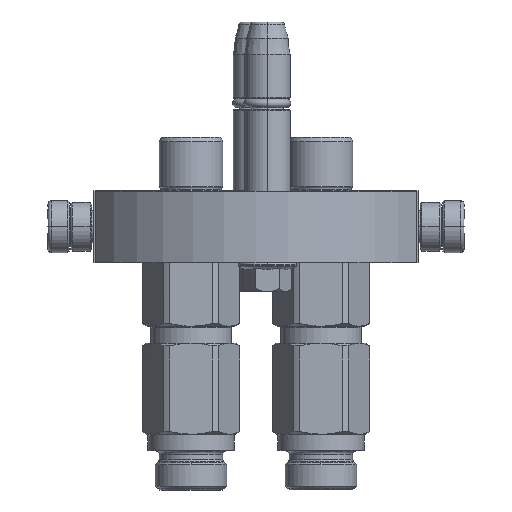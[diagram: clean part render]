
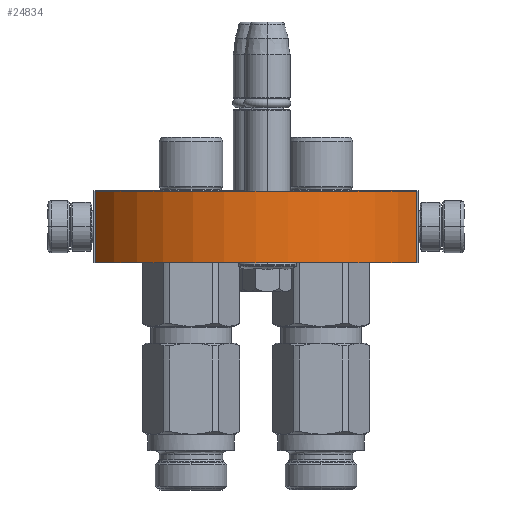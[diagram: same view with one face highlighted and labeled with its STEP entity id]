
A CAD part, left-side view. The second image highlights one B-rep face of the part: STEP entity #24834.
In plain terms, the highlighted cylindrical face has radius 57.25 mm (diameter 114.5 mm), a partial arc.
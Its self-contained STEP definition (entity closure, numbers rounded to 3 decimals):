
#897 = DIRECTION ( 'NONE',  ( 0., 0., 1. ) ) ;
#1094 = CIRCLE ( 'NONE', #36408, 57.25 ) ;
#1537 = VERTEX_POINT ( 'NONE', #16119 ) ;
#2248 = EDGE_LOOP ( 'NONE', ( #20395, #4248, #4340, #14611 ) ) ;
#4248 = ORIENTED_EDGE ( 'NONE', *, *, #40546, .T. ) ;
#4340 = ORIENTED_EDGE ( 'NONE', *, *, #24637, .F. ) ;
#4934 = VERTEX_POINT ( 'NONE', #33346 ) ;
#5342 = VECTOR ( 'NONE', #897, 1000. ) ;
#6591 = AXIS2_PLACEMENT_3D ( 'NONE', #13811, #36736, #40171 ) ;
#6598 = DIRECTION ( 'NONE',  ( 0., 0., 1. ) ) ;
#9198 = AXIS2_PLACEMENT_3D ( 'NONE', #19546, #26111, #19979 ) ;
#9360 = DIRECTION ( 'NONE',  ( 0., 0., 1. ) ) ;
#10052 = CIRCLE ( 'NONE', #6591, 57.25 ) ;
#11143 = VECTOR ( 'NONE', #6598, 1000. ) ;
#13454 = VERTEX_POINT ( 'NONE', #25236 ) ;
#13811 = CARTESIAN_POINT ( 'NONE',  ( 0., 0., 0. ) ) ;
#14274 = CARTESIAN_POINT ( 'NONE',  ( 49.5, 28.763, 0. ) ) ;
#14611 = ORIENTED_EDGE ( 'NONE', *, *, #30019, .F. ) ;
#15828 = DIRECTION ( 'NONE',  ( 0.865, 0.502, 0. ) ) ;
#16119 = CARTESIAN_POINT ( 'NONE',  ( -49.5, 28.763, 0. ) ) ;
#19399 = CARTESIAN_POINT ( 'NONE',  ( 0., 0., 22. ) ) ;
#19546 = CARTESIAN_POINT ( 'NONE',  ( 0., 0., 0. ) ) ;
#19979 = DIRECTION ( 'NONE',  ( 1., 0., 0. ) ) ;
#20395 = ORIENTED_EDGE ( 'NONE', *, *, #22338, .T. ) ;
#22338 = EDGE_CURVE ( 'NONE', #4934, #1537, #10052, .T. ) ;
#24637 = EDGE_CURVE ( 'NONE', #28275, #13454, #1094, .T. ) ;
#24834 = ADVANCED_FACE ( 'NONE', ( #29250 ), #28227, .T. ) ;
#25236 = CARTESIAN_POINT ( 'NONE',  ( -49.5, 28.763, 22. ) ) ;
#26111 = DIRECTION ( 'NONE',  ( 0., 0., -1. ) ) ;
#28227 = CYLINDRICAL_SURFACE ( 'NONE', #9198, 57.25 ) ;
#28275 = VERTEX_POINT ( 'NONE', #28687 ) ;
#28687 = CARTESIAN_POINT ( 'NONE',  ( 49.5, 28.763, 22. ) ) ;
#29250 = FACE_OUTER_BOUND ( 'NONE', #2248, .T. ) ;
#29816 = CARTESIAN_POINT ( 'NONE',  ( -49.5, 28.763, 0. ) ) ;
#30019 = EDGE_CURVE ( 'NONE', #4934, #28275, #39260, .T. ) ;
#33346 = CARTESIAN_POINT ( 'NONE',  ( 49.5, 28.763, 0. ) ) ;
#36408 = AXIS2_PLACEMENT_3D ( 'NONE', #19399, #9360, #15828 ) ;
#36736 = DIRECTION ( 'NONE',  ( 0., 0., 1. ) ) ;
#39260 = LINE ( 'NONE', #14274, #5342 ) ;
#40171 = DIRECTION ( 'NONE',  ( 0.865, 0.502, 0. ) ) ;
#40546 = EDGE_CURVE ( 'NONE', #1537, #13454, #41371, .T. ) ;
#41371 = LINE ( 'NONE', #29816, #11143 ) ;
